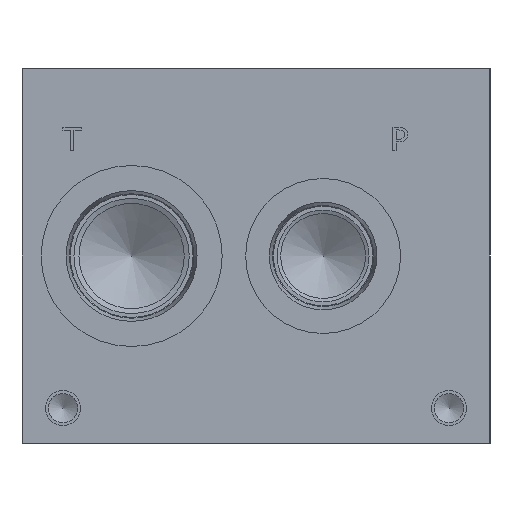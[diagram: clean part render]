
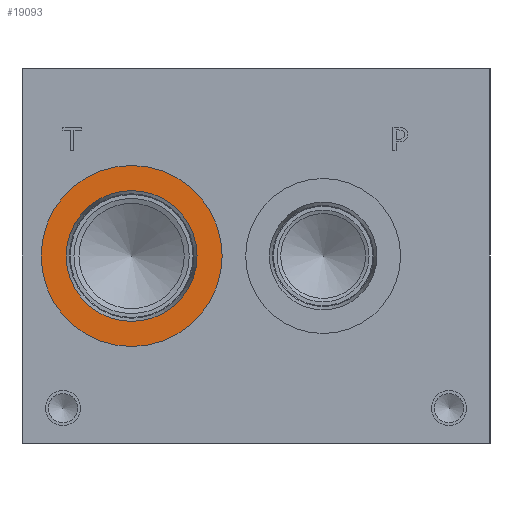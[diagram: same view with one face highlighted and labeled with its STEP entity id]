
A CAD part, left-side view. The second image highlights one B-rep face of the part: STEP entity #19093.
In plain terms, the highlighted planar face has unit normal (-1, 0, 0).
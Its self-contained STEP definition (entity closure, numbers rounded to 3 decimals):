
#648=CIRCLE('',#20010,24.562);
#649=CIRCLE('',#20011,24.562);
#650=CIRCLE('',#20013,17.755);
#651=CIRCLE('',#20014,17.755);
#1705=FACE_BOUND('',#3627,.T.);
#2515=FACE_OUTER_BOUND('',#3626,.T.);
#3626=EDGE_LOOP('',(#15696,#15697));
#3627=EDGE_LOOP('',(#15698,#15699));
#8591=VERTEX_POINT('',#32203);
#8592=VERTEX_POINT('',#32205);
#8593=VERTEX_POINT('',#32209);
#8594=VERTEX_POINT('',#32210);
#11105=EDGE_CURVE('',#8591,#8592,#648,.T.);
#11106=EDGE_CURVE('',#8592,#8591,#649,.T.);
#11107=EDGE_CURVE('',#8593,#8594,#650,.T.);
#11108=EDGE_CURVE('',#8594,#8593,#651,.T.);
#15696=ORIENTED_EDGE('',*,*,#11106,.F.);
#15697=ORIENTED_EDGE('',*,*,#11105,.F.);
#15698=ORIENTED_EDGE('',*,*,#11107,.T.);
#15699=ORIENTED_EDGE('',*,*,#11108,.T.);
#17694=PLANE('',#20012);
#19093=ADVANCED_FACE('',(#2515,#1705),#17694,.F.);
#20010=AXIS2_PLACEMENT_3D('',#32206,#23387,#23388);
#20011=AXIS2_PLACEMENT_3D('',#32207,#23389,#23390);
#20012=AXIS2_PLACEMENT_3D('',#32208,#23391,#23392);
#20013=AXIS2_PLACEMENT_3D('',#32211,#23393,#23394);
#20014=AXIS2_PLACEMENT_3D('',#32212,#23395,#23396);
#23387=DIRECTION('center_axis',(1.,0.,0.));
#23388=DIRECTION('ref_axis',(0.,0.,-1.));
#23389=DIRECTION('center_axis',(1.,0.,0.));
#23390=DIRECTION('ref_axis',(0.,0.,-1.));
#23391=DIRECTION('center_axis',(1.,0.,0.));
#23392=DIRECTION('ref_axis',(0.,0.,-1.));
#23393=DIRECTION('center_axis',(1.,0.,0.));
#23394=DIRECTION('ref_axis',(0.,0.,-1.));
#23395=DIRECTION('center_axis',(1.,0.,0.));
#23396=DIRECTION('ref_axis',(0.,0.,-1.));
#32203=CARTESIAN_POINT('',(0.787,97.257,26.238));
#32205=CARTESIAN_POINT('',(0.787,97.257,75.362));
#32206=CARTESIAN_POINT('Origin',(0.787,97.257,50.8));
#32207=CARTESIAN_POINT('Origin',(0.787,97.257,50.8));
#32208=CARTESIAN_POINT('Origin',(0.787,97.257,68.555));
#32209=CARTESIAN_POINT('',(0.787,97.257,68.555));
#32210=CARTESIAN_POINT('',(0.787,97.257,33.045));
#32211=CARTESIAN_POINT('Origin',(0.787,97.257,50.8));
#32212=CARTESIAN_POINT('Origin',(0.787,97.257,50.8));
